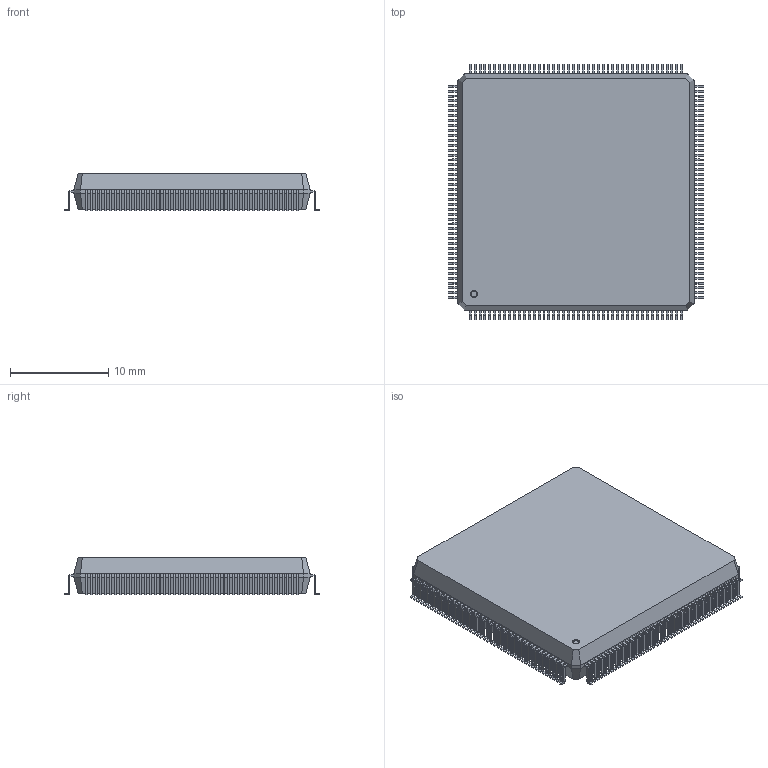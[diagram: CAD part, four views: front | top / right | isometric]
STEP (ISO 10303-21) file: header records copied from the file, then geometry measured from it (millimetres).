
FILE_DESCRIPTION(('STEP AP214'), '1');
FILE_NAME('QFP_package', '2019-01-11T21:42:05', ('Che'), (''), 'ASCON STEP Converter 1.3', 'ASCON Math Kernel', '');
FILE_SCHEMA(('AUTOMOTIVE_DESIGN { 1 0 10303 214 3 1 1}'));
Length unit declared in the file: millimetre
Bounding box: 26 x 26 x 3.8 mm (x, y, z)
Volume: 2073.9 mm3; surface area: 1766.9 mm2
Topology: 1 solids, 1 shells, 2316 faces, 6395 edges, 4258 vertices
Faces by surface type: plane 1611, cylinder 704, cone 1
Entity records: 92148 total; most frequent: CARTESIAN_POINT 12969, ORIENTED_EDGE 12788, DIRECTION 12438, EDGE_CURVE 6394, LINE 4984, VECTOR 4984, VERTEX_POINT 4258, AXIS2_PLACEMENT_3D 3727
